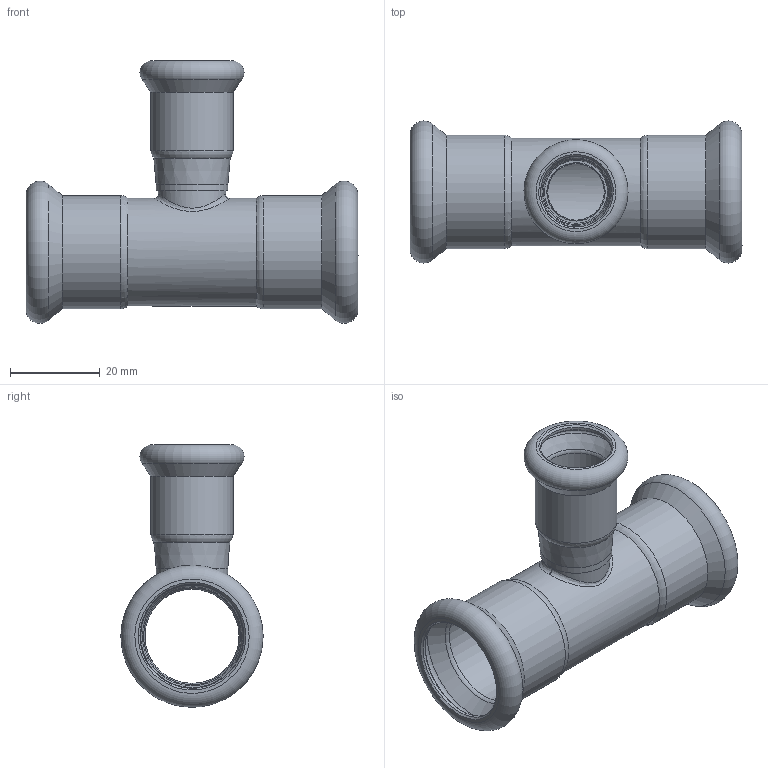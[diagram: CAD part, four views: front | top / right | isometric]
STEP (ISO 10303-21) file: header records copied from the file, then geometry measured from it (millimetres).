
FILE_DESCRIPTION(/* description */ (''),/* implementation_level */ '2;1');
FILE_NAME(/* name */ '41206.stp',/* time_stamp */ '2023-09-08T10:49:17+02:00',/* author */ ('JANAN'),/* organization */ (''),/* preprocessor_version */ 'ST-DEVELOPER v19.2',/* originating_system */ 'Autodesk Inventor 2023',/* authorisation */ '');
FILE_SCHEMA (('AUTOMOTIVE_DESIGN { 1 0 10303 214 3 1 1 }'));
Length unit declared in the file: millimetre
Products named in the file (1): tmp31A3.tmp
Bounding box: 74 x 31.69 x 58.55 mm (x, y, z)
Volume: 11607.3 mm3; surface area: 15864.9 mm2
Topology: 2 solids, 2 shells, 59 faces, 128 edges, 75 vertices
Faces by surface type: torus 18, cylinder 15, cone 14, plane 8, bspline 4
Full cylindrical faces by diameter (mm): 12.6 x1, 13 x1, 15 x1, 15.2 x1, 15.8 x1, 16 x1, 18.3 x1, 21 x1, 22.2 x2, 23.2 x2, 24 x1, 25.3 x2
Entity records: 3466 total; most frequent: CARTESIAN_POINT 2033, DIRECTION 313, ORIENTED_EDGE 256, AXIS2_PLACEMENT_3D 141, EDGE_CURVE 128, CIRCLE 85, VERTEX_POINT 75, EDGE_LOOP 67
